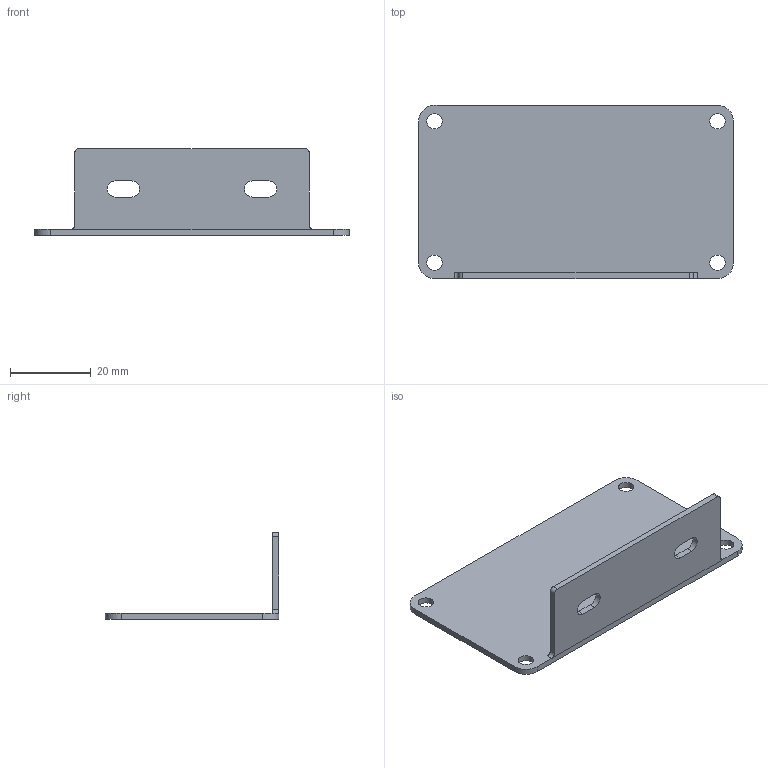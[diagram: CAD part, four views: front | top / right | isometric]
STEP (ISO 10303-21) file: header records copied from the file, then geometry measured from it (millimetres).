
FILE_DESCRIPTION(('FreeCAD Model'),'2;1');
FILE_NAME('Open CASCADE Shape Model','2023-03-26T17:01:12',(''),(''), 'Open CASCADE STEP processor 7.6','FreeCAD','Unknown');
FILE_SCHEMA(('AUTOMOTIVE_DESIGN { 1 0 10303 214 1 1 1 1 }'));
Length unit declared in the file: millimetre
Products named in the file (1): Fillet003
Bounding box: 77.98 x 42.93 x 21.5 mm (x, y, z)
Volume: 6581.8 mm3; surface area: 9319 mm2
Topology: 1 solids, 1 shells, 31 faces, 89 edges, 60 vertices
Faces by surface type: cylinder 16, plane 15
Full cylindrical faces by diameter (mm): 3.8 x4
Entity records: 2250 total; most frequent: CARTESIAN_POINT 415, DIRECTION 347, LINE 195, VECTOR 195, ORIENTED_EDGE 178, PCURVE 178, DEFINITIONAL_REPRESENTATION 178, EDGE_CURVE 89
